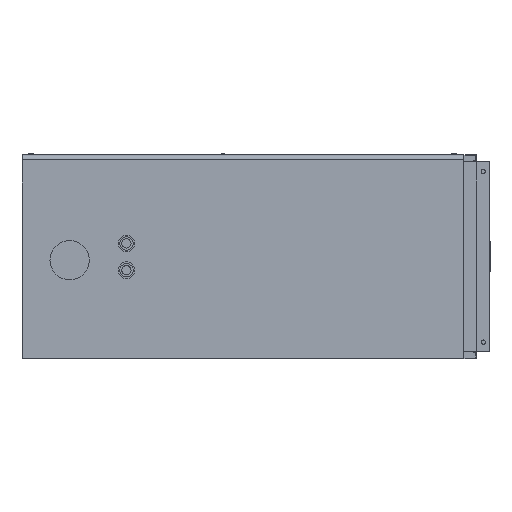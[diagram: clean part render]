
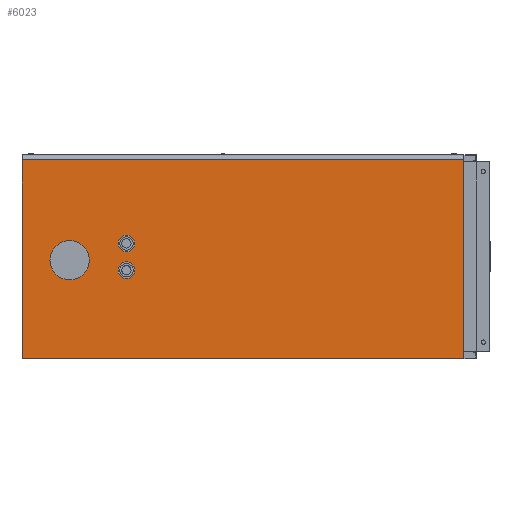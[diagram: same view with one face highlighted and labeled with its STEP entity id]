
A CAD part, left-side view. The second image highlights one B-rep face of the part: STEP entity #6023.
In plain terms, the highlighted planar face has unit normal (-1, 0, 0).
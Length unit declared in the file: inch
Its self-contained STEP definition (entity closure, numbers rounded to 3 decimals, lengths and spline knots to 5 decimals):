
#48 = CIRCLE ( 'NONE', #8463, 2.9375 ) ;
#163 = ORIENTED_EDGE ( 'NONE', *, *, #8206, .T. ) ;
#194 = DIRECTION ( 'NONE',  ( 0., 0., -1. ) ) ;
#354 = VERTEX_POINT ( 'NONE', #9214 ) ;
#446 = CARTESIAN_POINT ( 'NONE',  ( -25.5, 50.375, -2. ) ) ;
#493 = FACE_BOUND ( 'NONE', #921, .T. ) ;
#516 = DIRECTION ( 'NONE',  ( 0., 0., -1. ) ) ;
#526 = DIRECTION ( 'NONE',  ( 1., 0., 0. ) ) ;
#786 = DIRECTION ( 'NONE',  ( 1., 0., 0. ) ) ;
#921 = EDGE_LOOP ( 'NONE', ( #3124, #1404 ) ) ;
#975 = EDGE_CURVE ( 'NONE', #4175, #4221, #3741, .T. ) ;
#1111 = CARTESIAN_POINT ( 'NONE',  ( -25.5, 50.375, -0.75 ) ) ;
#1139 = EDGE_CURVE ( 'NONE', #2152, #1898, #3294, .T. ) ;
#1180 = VECTOR ( 'NONE', #2970, 39.37008 ) ;
#1208 = DIRECTION ( 'NONE',  ( 0., 0., 1. ) ) ;
#1402 = LINE ( 'NONE', #8181, #9246 ) ;
#1404 = ORIENTED_EDGE ( 'NONE', *, *, #2713, .T. ) ;
#1573 = CIRCLE ( 'NONE', #5088, 1.25 ) ;
#1661 = DIRECTION ( 'NONE',  ( 0., 0., -1. ) ) ;
#1747 = VERTEX_POINT ( 'NONE', #6863 ) ;
#1898 = VERTEX_POINT ( 'NONE', #3971 ) ;
#1900 = VECTOR ( 'NONE', #7094, 39.37008 ) ;
#1970 = CIRCLE ( 'NONE', #6701, 1.25 ) ;
#2056 = ORIENTED_EDGE ( 'NONE', *, *, #6601, .T. ) ;
#2152 = VERTEX_POINT ( 'NONE', #5415 ) ;
#2155 = CIRCLE ( 'NONE', #4094, 1.25 ) ;
#2213 = DIRECTION ( 'NONE',  ( 0., 0., -1. ) ) ;
#2407 = DIRECTION ( 'NONE',  ( 1., 0., 0. ) ) ;
#2701 = DIRECTION ( 'NONE',  ( 1., 0., 0. ) ) ;
#2713 = EDGE_CURVE ( 'NONE', #4195, #6834, #3473, .T. ) ;
#2815 = CARTESIAN_POINT ( 'NONE',  ( -25.5, 66., -15.25 ) ) ;
#2841 = ORIENTED_EDGE ( 'NONE', *, *, #3221, .T. ) ;
#2883 = AXIS2_PLACEMENT_3D ( 'NONE', #4004, #2407, #1661 ) ;
#2901 = DIRECTION ( 'NONE',  ( 0., 0., -1. ) ) ;
#2908 = VERTEX_POINT ( 'NONE', #4808 ) ;
#2970 = DIRECTION ( 'NONE',  ( 0., -1., 0. ) ) ;
#3124 = ORIENTED_EDGE ( 'NONE', *, *, #5202, .T. ) ;
#3191 = FACE_BOUND ( 'NONE', #8020, .T. ) ;
#3199 = EDGE_CURVE ( 'NONE', #1747, #2908, #1402, .T. ) ;
#3221 = EDGE_CURVE ( 'NONE', #4175, #1747, #5053, .T. ) ;
#3294 = CIRCLE ( 'NONE', #5562, 2.9375 ) ;
#3406 = VECTOR ( 'NONE', #1208, 39.37008 ) ;
#3473 = CIRCLE ( 'NONE', #2883, 1.25 ) ;
#3622 = CARTESIAN_POINT ( 'NONE',  ( -25.5, 58.875, -0.5 ) ) ;
#3741 = LINE ( 'NONE', #8580, #3406 ) ;
#3971 = CARTESIAN_POINT ( 'NONE',  ( -25.5, 58.875, 2.4375 ) ) ;
#4004 = CARTESIAN_POINT ( 'NONE',  ( -25.5, 50.375, 2. ) ) ;
#4069 = ORIENTED_EDGE ( 'NONE', *, *, #975, .F. ) ;
#4094 = AXIS2_PLACEMENT_3D ( 'NONE', #446, #4649, #194 ) ;
#4175 = VERTEX_POINT ( 'NONE', #2815 ) ;
#4195 = VERTEX_POINT ( 'NONE', #5824 ) ;
#4221 = VERTEX_POINT ( 'NONE', #8944 ) ;
#4532 = DIRECTION ( 'NONE',  ( 0., 0., 1. ) ) ;
#4649 = DIRECTION ( 'NONE',  ( 1., 0., 0. ) ) ;
#4720 = EDGE_LOOP ( 'NONE', ( #163, #6500 ) ) ;
#4808 = CARTESIAN_POINT ( 'NONE',  ( -25.5, 0., 14.5 ) ) ;
#4995 = CARTESIAN_POINT ( 'NONE',  ( -25.5, 50.375, 2. ) ) ;
#5053 = LINE ( 'NONE', #7436, #1180 ) ;
#5088 = AXIS2_PLACEMENT_3D ( 'NONE', #5987, #786, #2213 ) ;
#5202 = EDGE_CURVE ( 'NONE', #6834, #4195, #1970, .T. ) ;
#5415 = CARTESIAN_POINT ( 'NONE',  ( -25.5, 58.875, -3.4375 ) ) ;
#5562 = AXIS2_PLACEMENT_3D ( 'NONE', #3622, #7372, #2901 ) ;
#5615 = PLANE ( 'NONE',  #8946 ) ;
#5824 = CARTESIAN_POINT ( 'NONE',  ( -25.5, 50.375, 0.75 ) ) ;
#5952 = EDGE_CURVE ( 'NONE', #4221, #2908, #8078, .T. ) ;
#5987 = CARTESIAN_POINT ( 'NONE',  ( -25.5, 50.375, -2. ) ) ;
#6023 = ADVANCED_FACE ( 'NONE', ( #6227, #3191, #493, #8777 ), #5615, .F. ) ;
#6192 = CARTESIAN_POINT ( 'NONE',  ( -25.5, 50.375, 3.25 ) ) ;
#6227 = FACE_BOUND ( 'NONE', #4720, .T. ) ;
#6500 = ORIENTED_EDGE ( 'NONE', *, *, #1139, .T. ) ;
#6531 = EDGE_CURVE ( 'NONE', #8743, #354, #2155, .T. ) ;
#6601 = EDGE_CURVE ( 'NONE', #354, #8743, #1573, .T. ) ;
#6701 = AXIS2_PLACEMENT_3D ( 'NONE', #4995, #526, #8607 ) ;
#6748 = ORIENTED_EDGE ( 'NONE', *, *, #5952, .F. ) ;
#6779 = EDGE_LOOP ( 'NONE', ( #9501, #6748, #4069, #2841 ) ) ;
#6834 = VERTEX_POINT ( 'NONE', #6192 ) ;
#6863 = CARTESIAN_POINT ( 'NONE',  ( -25.5, 0., -15.25 ) ) ;
#7094 = DIRECTION ( 'NONE',  ( 0., -1., 0. ) ) ;
#7281 = CARTESIAN_POINT ( 'NONE',  ( -25.5, 66., 14.5 ) ) ;
#7372 = DIRECTION ( 'NONE',  ( 1., 0., 0. ) ) ;
#7436 = CARTESIAN_POINT ( 'NONE',  ( -25.5, 66., -15.25 ) ) ;
#7673 = ORIENTED_EDGE ( 'NONE', *, *, #6531, .T. ) ;
#8020 = EDGE_LOOP ( 'NONE', ( #7673, #2056 ) ) ;
#8078 = LINE ( 'NONE', #8509, #1900 ) ;
#8181 = CARTESIAN_POINT ( 'NONE',  ( -25.5, 0., 14.5 ) ) ;
#8206 = EDGE_CURVE ( 'NONE', #1898, #2152, #48, .T. ) ;
#8463 = AXIS2_PLACEMENT_3D ( 'NONE', #8755, #9497, #516 ) ;
#8509 = CARTESIAN_POINT ( 'NONE',  ( -25.5, 66., 14.5 ) ) ;
#8580 = CARTESIAN_POINT ( 'NONE',  ( -25.5, 66., 14.5 ) ) ;
#8607 = DIRECTION ( 'NONE',  ( 0., 0., -1. ) ) ;
#8743 = VERTEX_POINT ( 'NONE', #1111 ) ;
#8755 = CARTESIAN_POINT ( 'NONE',  ( -25.5, 58.875, -0.5 ) ) ;
#8765 = DIRECTION ( 'NONE',  ( 0., 0., -1. ) ) ;
#8777 = FACE_OUTER_BOUND ( 'NONE', #6779, .T. ) ;
#8944 = CARTESIAN_POINT ( 'NONE',  ( -25.5, 66., 14.5 ) ) ;
#8946 = AXIS2_PLACEMENT_3D ( 'NONE', #7281, #2701, #8765 ) ;
#9214 = CARTESIAN_POINT ( 'NONE',  ( -25.5, 50.375, -3.25 ) ) ;
#9246 = VECTOR ( 'NONE', #4532, 39.37008 ) ;
#9497 = DIRECTION ( 'NONE',  ( 1., 0., 0. ) ) ;
#9501 = ORIENTED_EDGE ( 'NONE', *, *, #3199, .T. ) ;
